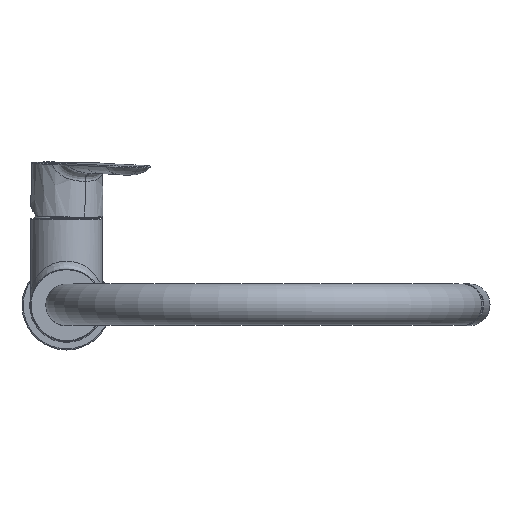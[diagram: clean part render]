
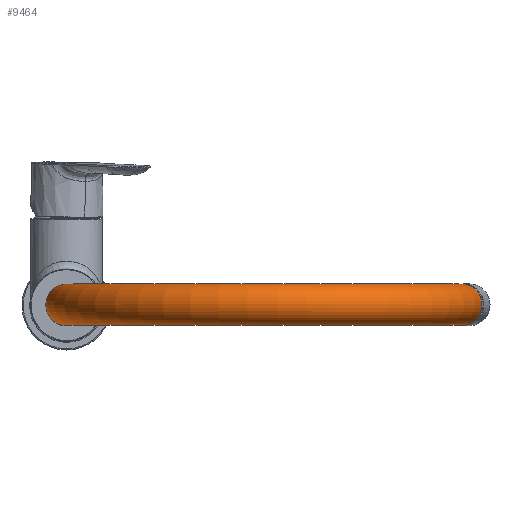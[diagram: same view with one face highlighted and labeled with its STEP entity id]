
A CAD part, top view. The second image highlights one B-rep face of the part: STEP entity #9464.
In plain terms, the highlighted toroidal (fillet/blend) face has major radius 110.5 mm and minor radius 11.5 mm.
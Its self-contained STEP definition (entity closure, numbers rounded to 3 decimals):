
#239=TOROIDAL_SURFACE('',#12059,110.5,11.5);
#4841=ORIENTED_EDGE('',*,*,#6181,.T.);
#4842=ORIENTED_EDGE('',*,*,#6187,.F.);
#6181=EDGE_CURVE('',#7069,#7069,#7314,.F.);
#6187=EDGE_CURVE('',#7075,#7075,#7318,.F.);
#7069=VERTEX_POINT('',#28382);
#7075=VERTEX_POINT('',#28395);
#7314=CIRCLE('',#12055,11.5);
#7318=CIRCLE('',#12060,11.5);
#8022=EDGE_LOOP('',(#4841));
#8023=EDGE_LOOP('',(#4842));
#8742=FACE_BOUND('',#8022,.T.);
#8743=FACE_BOUND('',#8023,.T.);
#9464=ADVANCED_FACE('',(#8742,#8743),#239,.T.);
#12055=AXIS2_PLACEMENT_3D('',#28381,#14084,#14085);
#12059=AXIS2_PLACEMENT_3D('',#28393,#14094,#14095);
#12060=AXIS2_PLACEMENT_3D('',#28394,#14096,#14097);
#14084=DIRECTION('',(0.,0.,-1.));
#14085=DIRECTION('',(1.,0.,0.));
#14094=DIRECTION('',(0.,-1.,0.));
#14095=DIRECTION('',(0.,0.,-1.));
#14096=DIRECTION('',(-0.174,0.,0.985));
#14097=DIRECTION('',(-0.985,0.,-0.174));
#28381=CARTESIAN_POINT('',(0.,0.,205.3));
#28382=CARTESIAN_POINT('',(11.5,0.,205.3));
#28393=CARTESIAN_POINT('',(110.5,0.,205.3));
#28394=CARTESIAN_POINT('',(219.321,0.,224.488));
#28395=CARTESIAN_POINT('',(207.996,0.,222.491));
